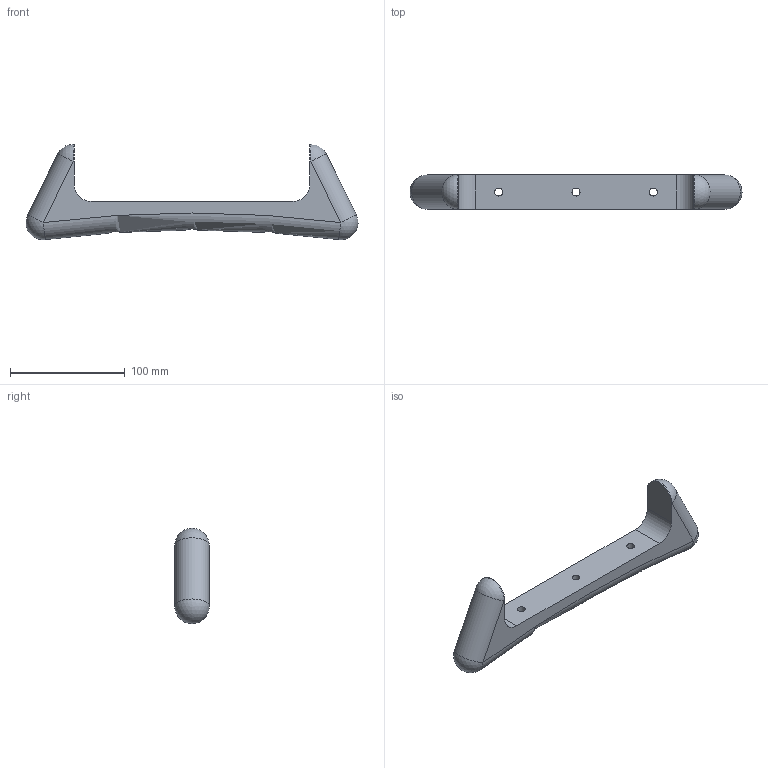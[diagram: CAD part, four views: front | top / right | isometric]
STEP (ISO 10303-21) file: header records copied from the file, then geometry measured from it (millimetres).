
FILE_DESCRIPTION(/* description */ (''),/* implementation_level */ '2;1');
FILE_NAME(/* name */ 'Pied v28.step',/* time_stamp */ '2023-01-09T10:29:50+01:00',/* author */ (''),/* organization */ (''),/* preprocessor_version */ 'ST-DEVELOPER v19.2',/* originating_system */ 'Autodesk Translation Framework v11.17.0.187',/* authorisation */ '');
FILE_SCHEMA (('AUTOMOTIVE_DESIGN { 1 0 10303 214 3 1 1 }'));
Length unit declared in the file: millimetre
Products named in the file (1): Pied
Bounding box: 289.96 x 30 x 83.36 mm (x, y, z)
Volume: 261358.2 mm3; surface area: 39014 mm2
Topology: 1 solids, 1 shells, 25 faces, 61 edges, 39 vertices
Faces by surface type: cylinder 12, plane 8, sphere 4, torus 1
Full cylindrical faces by diameter (mm): 7 x3, 11 x3
Entity records: 888 total; most frequent: CARTESIAN_POINT 238, DIRECTION 134, ORIENTED_EDGE 118, EDGE_CURVE 59, AXIS2_PLACEMENT_3D 55, VERTEX_POINT 39, EDGE_LOOP 34, CIRCLE 29
